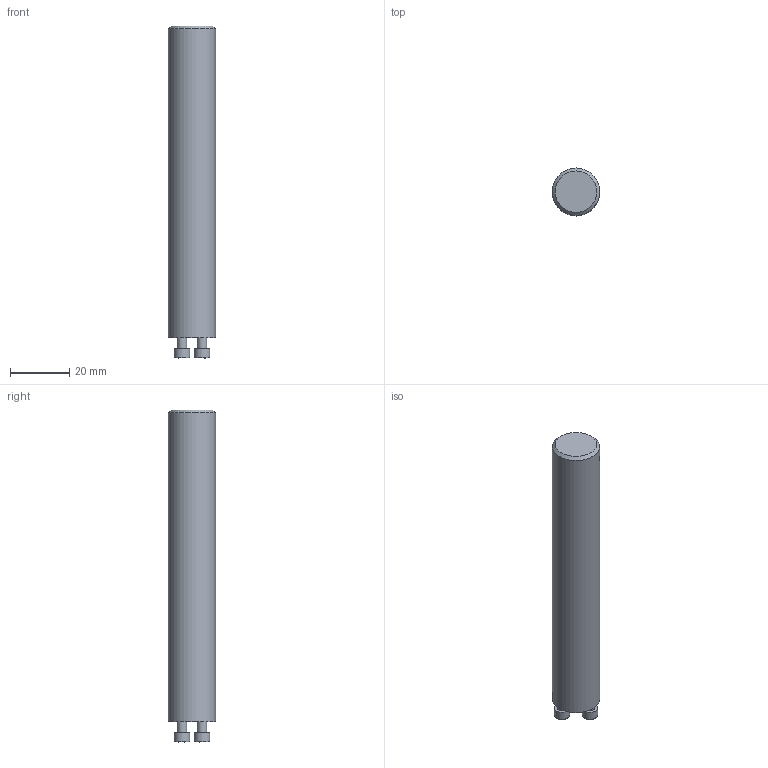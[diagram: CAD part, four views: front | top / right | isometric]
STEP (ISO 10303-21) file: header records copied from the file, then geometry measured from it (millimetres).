
FILE_DESCRIPTION(/* description */ (''),/* implementation_level */ '2;1');
FILE_NAME(/* name */ 'toolcomp_1.stp',/* time_stamp */ '2019-08-14T14:44:53+02:00',/* author */ (''),/* organization */ ('SMS'),/* preprocessor_version */ 'ST-DEVELOPER v15',/* originating_system */ 'SIEMENS PLM Software NX 8.5',/* authorisation */ '');
FILE_SCHEMA (('AUTOMOTIVE_DESIGN { 1 0 10303 214 3 1 1 1 }'));
Length unit declared in the file: millimetre
Products named in the file (1): TOOLCOMP_1
Bounding box: 15.98 x 15.98 x 111.8 mm (x, y, z)
Volume: 21310 mm3; surface area: 6013.3 mm2
Topology: 1 solids, 1 shells, 46 faces, 109 edges, 76 vertices
Faces by surface type: plane 29, cylinder 7, cone 7, torus 3
Full cylindrical faces by diameter (mm): 3.175 x3, 5.2 x3, 15.985 x1
Entity records: 1287 total; most frequent: CARTESIAN_POINT 319, DIRECTION 184, ORIENTED_EDGE 156, EDGE_CURVE 78, AXIS2_PLACEMENT_3D 74, EDGE_LOOP 72, VERTEX_POINT 63, FACE_BOUND 56
